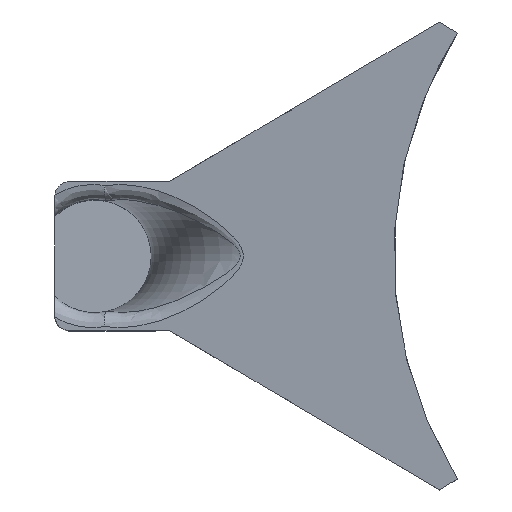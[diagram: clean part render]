
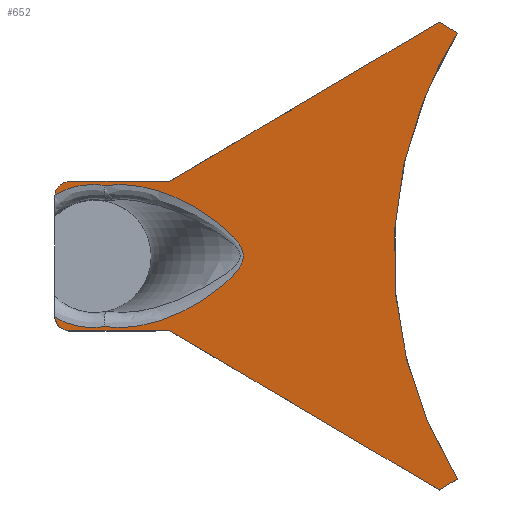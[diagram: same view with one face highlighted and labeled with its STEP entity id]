
A CAD part, top view. The second image highlights one B-rep face of the part: STEP entity #652.
In plain terms, the highlighted planar face has unit normal (-0.14, 0, 0.99).
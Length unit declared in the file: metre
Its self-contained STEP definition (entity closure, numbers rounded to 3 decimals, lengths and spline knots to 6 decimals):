
#35=ELLIPSE('',#705,0.05676,0.0562);
#39=ELLIPSE('',#718,0.00202,0.002);
#40=ELLIPSE('',#719,0.009595,0.0095);
#41=ELLIPSE('',#720,0.009595,0.0095);
#42=ELLIPSE('',#721,0.00202,0.002);
#71=B_SPLINE_CURVE_WITH_KNOTS('',3,(#1109,#1110,#1111,#1112),
 .UNSPECIFIED.,.F.,.F.,(4,4),(0.,0.002786),.UNSPECIFIED.);
#72=B_SPLINE_CURVE_WITH_KNOTS('',3,(#1117,#1118,#1119,#1120,#1121,#1122,
#1123,#1124,#1125,#1126,#1127,#1128,#1129,#1130,#1131,#1132,#1133,#1134,
#1135,#1136,#1137,#1138,#1139),.UNSPECIFIED.,.F.,.F.,(4,1,1,1,1,1,1,1,1,
1,1,1,1,1,1,1,1,1,1,1,4),(0.,0.002747,0.005493,0.00824,
0.010986,0.013733,0.016479,0.017853,
0.019226,0.020599,0.021973,0.023346,
0.024719,0.026092,0.027466,0.030212,
0.032959,0.035705,0.038452,0.041199,
0.043945),.UNSPECIFIED.);
#73=B_SPLINE_CURVE_WITH_KNOTS('',3,(#1144,#1145,#1146,#1147),
 .UNSPECIFIED.,.F.,.F.,(4,4),(0.,0.002786),.UNSPECIFIED.);
#166=ORIENTED_EDGE('',*,*,#348,.T.);
#167=ORIENTED_EDGE('',*,*,#333,.T.);
#168=ORIENTED_EDGE('',*,*,#282,.T.);
#169=ORIENTED_EDGE('',*,*,#338,.T.);
#170=ORIENTED_EDGE('',*,*,#327,.T.);
#171=ORIENTED_EDGE('',*,*,#335,.T.);
#172=ORIENTED_EDGE('',*,*,#280,.T.);
#173=ORIENTED_EDGE('',*,*,#293,.T.);
#174=ORIENTED_EDGE('',*,*,#349,.T.);
#175=ORIENTED_EDGE('',*,*,#350,.T.);
#176=ORIENTED_EDGE('',*,*,#341,.T.);
#177=ORIENTED_EDGE('',*,*,#303,.F.);
#178=ORIENTED_EDGE('',*,*,#351,.T.);
#179=ORIENTED_EDGE('',*,*,#352,.T.);
#180=ORIENTED_EDGE('',*,*,#353,.T.);
#181=ORIENTED_EDGE('',*,*,#354,.T.);
#182=ORIENTED_EDGE('',*,*,#355,.T.);
#183=ORIENTED_EDGE('',*,*,#314,.T.);
#184=ORIENTED_EDGE('',*,*,#344,.T.);
#185=ORIENTED_EDGE('',*,*,#356,.T.);
#280=EDGE_CURVE('',#380,#378,#442,.T.);
#282=EDGE_CURVE('',#381,#382,#444,.F.);
#293=EDGE_CURVE('',#378,#391,#452,.T.);
#303=EDGE_CURVE('',#401,#402,#459,.T.);
#314=EDGE_CURVE('',#413,#412,#468,.T.);
#327=EDGE_CURVE('',#422,#420,#35,.T.);
#333=EDGE_CURVE('',#426,#381,#476,.T.);
#335=EDGE_CURVE('',#420,#380,#477,.T.);
#338=EDGE_CURVE('',#382,#422,#480,.T.);
#341=EDGE_CURVE('',#429,#402,#483,.T.);
#344=EDGE_CURVE('',#412,#430,#484,.F.);
#348=EDGE_CURVE('',#433,#426,#488,.F.);
#349=EDGE_CURVE('',#391,#434,#489,.F.);
#350=EDGE_CURVE('',#434,#429,#71,.T.);
#351=EDGE_CURVE('',#401,#435,#39,.F.);
#352=EDGE_CURVE('',#435,#436,#40,.T.);
#353=EDGE_CURVE('',#436,#437,#72,.T.);
#354=EDGE_CURVE('',#437,#438,#41,.T.);
#355=EDGE_CURVE('',#438,#413,#42,.F.);
#356=EDGE_CURVE('',#430,#433,#73,.T.);
#378=VERTEX_POINT('',#933);
#380=VERTEX_POINT('',#936);
#381=VERTEX_POINT('',#940);
#382=VERTEX_POINT('',#941);
#391=VERTEX_POINT('',#967);
#401=VERTEX_POINT('',#998);
#402=VERTEX_POINT('',#1000);
#412=VERTEX_POINT('',#1026);
#413=VERTEX_POINT('',#1028);
#420=VERTEX_POINT('',#1064);
#422=VERTEX_POINT('',#1067);
#426=VERTEX_POINT('',#1078);
#429=VERTEX_POINT('',#1092);
#430=VERTEX_POINT('',#1096);
#433=VERTEX_POINT('',#1106);
#434=VERTEX_POINT('',#1108);
#435=VERTEX_POINT('',#1114);
#436=VERTEX_POINT('',#1116);
#437=VERTEX_POINT('',#1140);
#438=VERTEX_POINT('',#1142);
#442=LINE('',#935,#492);
#444=LINE('',#939,#494);
#452=LINE('',#968,#502);
#459=LINE('',#999,#509);
#468=LINE('',#1027,#518);
#476=LINE('',#1077,#526);
#477=LINE('',#1081,#527);
#480=LINE('',#1086,#530);
#483=LINE('',#1091,#533);
#484=LINE('',#1097,#534);
#488=LINE('',#1105,#538);
#489=LINE('',#1107,#539);
#492=VECTOR('',#755,1.);
#494=VECTOR('',#759,1.);
#502=VECTOR('',#775,1.);
#509=VECTOR('',#788,1.);
#518=VECTOR('',#803,1.);
#526=VECTOR('',#833,1.);
#527=VECTOR('',#838,1.);
#530=VECTOR('',#843,1.);
#533=VECTOR('',#848,1.);
#534=VECTOR('',#855,1.);
#538=VECTOR('',#863,1.);
#539=VECTOR('',#864,1.);
#558=EDGE_LOOP('',(#166,#167,#168,#169,#170,#171,#172,#173,#174,#175,#176,
#177,#178,#179,#180,#181,#182,#183,#184,#185));
#596=FACE_BOUND('',#558,.T.);
#632=PLANE('',#717);
#652=ADVANCED_FACE('',(#596),#632,.F.);
#705=AXIS2_PLACEMENT_3D('',#1066,#822,#823);
#717=AXIS2_PLACEMENT_3D('',#1104,#861,#862);
#718=AXIS2_PLACEMENT_3D('',#1113,#865,#866);
#719=AXIS2_PLACEMENT_3D('',#1115,#867,#868);
#720=AXIS2_PLACEMENT_3D('',#1141,#869,#870);
#721=AXIS2_PLACEMENT_3D('',#1143,#871,#872);
#755=DIRECTION('',(-0.855,-0.505,-0.121));
#759=DIRECTION('',(-0.855,0.505,-0.121));
#775=DIRECTION('',(0.,-1.,0.));
#788=DIRECTION('',(0.99,0.,0.14));
#803=DIRECTION('',(0.99,0.,0.14));
#822=DIRECTION('',(0.14,0.,-0.99));
#823=DIRECTION('',(-0.99,0.,-0.14));
#833=DIRECTION('',(0.,-1.,0.));
#838=DIRECTION('',(-0.844,0.523,-0.12));
#843=DIRECTION('',(0.844,0.523,0.12));
#848=DIRECTION('',(-0.855,-0.505,-0.121));
#855=DIRECTION('',(-0.855,0.505,-0.121));
#861=DIRECTION('',(0.14,0.,-0.99));
#862=DIRECTION('',(0.99,0.,0.14));
#863=DIRECTION('',(-0.855,0.505,-0.121));
#864=DIRECTION('',(0.855,0.505,0.121));
#865=DIRECTION('',(0.14,0.,-0.99));
#866=DIRECTION('',(-0.99,0.,-0.14));
#867=DIRECTION('',(0.14,0.,-0.99));
#868=DIRECTION('',(-0.99,0.,-0.14));
#869=DIRECTION('',(0.14,0.,-0.99));
#870=DIRECTION('',(-0.99,0.,-0.14));
#871=DIRECTION('',(0.14,0.,-0.99));
#872=DIRECTION('',(0.99,0.,0.14));
#933=CARTESIAN_POINT('',(0.014873,0.01868,0.018));
#935=CARTESIAN_POINT('',(-0.005915,0.006408,0.015057));
#936=CARTESIAN_POINT('',(0.035833,0.031053,0.020967));
#939=CARTESIAN_POINT('',(-0.005915,-0.006408,0.015057));
#940=CARTESIAN_POINT('',(0.014873,-0.01868,0.018));
#941=CARTESIAN_POINT('',(0.035833,-0.031053,0.020967));
#967=CARTESIAN_POINT('',(0.014873,0.018672,0.018));
#968=CARTESIAN_POINT('',(0.014873,0.,0.018));
#998=CARTESIAN_POINT('',(-0.013203,0.0099,0.014025));
#999=CARTESIAN_POINT('',(-0.013544,0.0099,0.013977));
#1000=CARTESIAN_POINT('',(0.,0.0099,0.015894));
#1026=CARTESIAN_POINT('',(0.,-0.0099,0.015894));
#1027=CARTESIAN_POINT('',(-0.013544,-0.0099,0.013977));
#1028=CARTESIAN_POINT('',(-0.013203,-0.0099,0.014025));
#1064=CARTESIAN_POINT('',(0.038214,0.029579,0.021304));
#1066=CARTESIAN_POINT('',(0.086,0.,0.02807));
#1067=CARTESIAN_POINT('',(0.038214,-0.029579,0.021304));
#1077=CARTESIAN_POINT('',(0.014873,0.,0.018));
#1078=CARTESIAN_POINT('',(0.014873,-0.018672,0.018));
#1081=CARTESIAN_POINT('',(0.035867,0.031031,0.020972));
#1086=CARTESIAN_POINT('',(0.038214,-0.029579,0.021304));
#1091=CARTESIAN_POINT('',(-0.005915,0.006408,0.015057));
#1092=CARTESIAN_POINT('',(0.010095,0.015859,0.017324));
#1096=CARTESIAN_POINT('',(0.010095,-0.015859,0.017324));
#1097=CARTESIAN_POINT('',(-0.005915,-0.006408,0.015057));
#1104=CARTESIAN_POINT('',(0.029,0.,0.02));
#1105=CARTESIAN_POINT('',(0.01248,-0.01726,0.017661));
#1106=CARTESIAN_POINT('',(0.01248,-0.01726,0.017661));
#1107=CARTESIAN_POINT('',(0.014873,0.018672,0.018));
#1108=CARTESIAN_POINT('',(0.01248,0.01726,0.017661));
#1109=CARTESIAN_POINT('',(0.01248,0.01726,0.017661));
#1110=CARTESIAN_POINT('',(0.011686,0.016791,0.017549));
#1111=CARTESIAN_POINT('',(0.010889,0.016328,0.017436));
#1112=CARTESIAN_POINT('',(0.010095,0.015859,0.017324));
#1113=CARTESIAN_POINT('',(-0.013203,0.0079,0.014025));
#1114=CARTESIAN_POINT('',(-0.015196,0.008068,0.013743));
#1115=CARTESIAN_POINT('',(-0.01018,0.,0.014453));
#1116=CARTESIAN_POINT('',(-0.008625,0.009372,0.014673));
#1117=CARTESIAN_POINT('',(-0.008625,0.009372,0.014673));
#1118=CARTESIAN_POINT('',(-0.007715,0.009496,0.014802));
#1119=CARTESIAN_POINT('',(-0.005903,0.009558,0.015059));
#1120=CARTESIAN_POINT('',(-0.003175,0.009178,0.015445));
#1121=CARTESIAN_POINT('',(-0.000564,0.008408,0.015815));
#1122=CARTESIAN_POINT('',(0.001929,0.007325,0.016167));
#1123=CARTESIAN_POINT('',(0.004321,0.005965,0.016506));
#1124=CARTESIAN_POINT('',(0.006174,0.00466,0.016768));
#1125=CARTESIAN_POINT('',(0.00757,0.003499,0.016966));
#1126=CARTESIAN_POINT('',(0.008559,0.00254,0.017106));
#1127=CARTESIAN_POINT('',(0.009434,0.001473,0.01723));
#1128=CARTESIAN_POINT('',(0.00999,0.000125,0.017309));
#1129=CARTESIAN_POINT('',(0.009563,-0.001285,0.017248));
#1130=CARTESIAN_POINT('',(0.008696,-0.00239,0.017126));
#1131=CARTESIAN_POINT('',(0.007719,-0.003366,0.016987));
#1132=CARTESIAN_POINT('',(0.006307,-0.004561,0.016787));
#1133=CARTESIAN_POINT('',(0.004426,-0.005898,0.016521));
#1134=CARTESIAN_POINT('',(0.002055,-0.007261,0.016185));
#1135=CARTESIAN_POINT('',(-0.000453,-0.00837,0.01583));
#1136=CARTESIAN_POINT('',(-0.003123,-0.009167,0.015452));
#1137=CARTESIAN_POINT('',(-0.005841,-0.009556,0.015068));
#1138=CARTESIAN_POINT('',(-0.007706,-0.009497,0.014803));
#1139=CARTESIAN_POINT('',(-0.008625,-0.009372,0.014673));
#1140=CARTESIAN_POINT('',(-0.008625,-0.009372,0.014673));
#1141=CARTESIAN_POINT('',(-0.01018,0.,0.014453));
#1142=CARTESIAN_POINT('',(-0.015196,-0.008068,0.013743));
#1143=CARTESIAN_POINT('',(-0.013203,-0.0079,0.014025));
#1144=CARTESIAN_POINT('',(0.010095,-0.015859,0.017324));
#1145=CARTESIAN_POINT('',(0.010889,-0.016328,0.017436));
#1146=CARTESIAN_POINT('',(0.011686,-0.016791,0.017549));
#1147=CARTESIAN_POINT('',(0.01248,-0.01726,0.017661));
